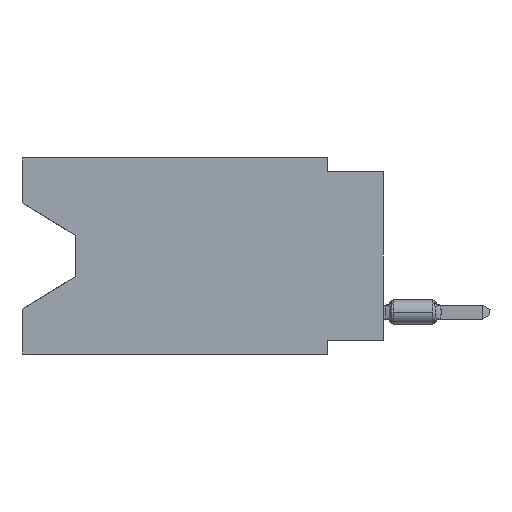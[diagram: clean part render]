
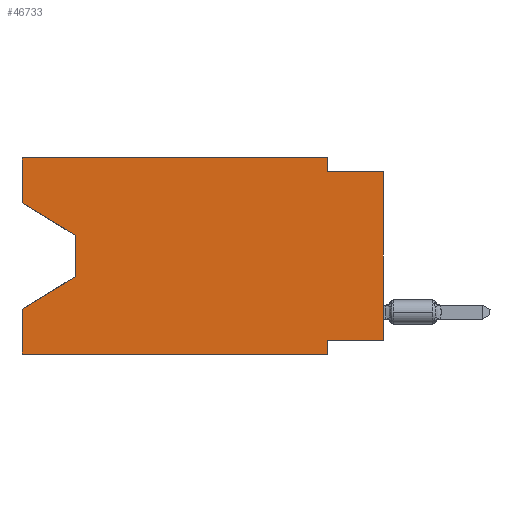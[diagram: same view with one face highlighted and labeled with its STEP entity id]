
A CAD part, left-side view. The second image highlights one B-rep face of the part: STEP entity #46733.
In plain terms, the highlighted planar face has unit normal (-1, 0, 0).
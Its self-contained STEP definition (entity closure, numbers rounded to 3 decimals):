
#1124 = VERTEX_POINT ( 'NONE', #9273 ) ;
#1604 = VERTEX_POINT ( 'NONE', #45612 ) ;
#1826 = VERTEX_POINT ( 'NONE', #47679 ) ;
#1934 = ORIENTED_EDGE ( 'NONE', *, *, #69160, .F. ) ;
#2114 = VECTOR ( 'NONE', #45004, 1000. ) ;
#2600 = CARTESIAN_POINT ( 'NONE',  ( 0., 16.383, 0. ) ) ;
#3826 = VERTEX_POINT ( 'NONE', #16190 ) ;
#3888 = VECTOR ( 'NONE', #6873, 1000. ) ;
#4820 = CARTESIAN_POINT ( 'NONE',  ( 0., 2.54, 0. ) ) ;
#4842 = ORIENTED_EDGE ( 'NONE', *, *, #14073, .F. ) ;
#5457 = EDGE_CURVE ( 'NONE', #16166, #48027, #37165, .T. ) ;
#6667 = ORIENTED_EDGE ( 'NONE', *, *, #27008, .T. ) ;
#6873 = DIRECTION ( 'NONE',  ( 0., 0., 1. ) ) ;
#7177 = DIRECTION ( 'NONE',  ( 0., -1., 0. ) ) ;
#9273 = CARTESIAN_POINT ( 'NONE',  ( 0., 2.54, -8.255 ) ) ;
#9935 = ORIENTED_EDGE ( 'NONE', *, *, #16752, .F. ) ;
#10582 = VECTOR ( 'NONE', #64024, 1000. ) ;
#11370 = LINE ( 'NONE', #58929, #47625 ) ;
#12212 = VECTOR ( 'NONE', #51495, 1000. ) ;
#12442 = LINE ( 'NONE', #33790, #26095 ) ;
#12798 = FACE_OUTER_BOUND ( 'NONE', #28513, .T. ) ;
#13139 = DIRECTION ( 'NONE',  ( 1., 0., 0. ) ) ;
#14073 = EDGE_CURVE ( 'NONE', #19974, #3826, #12442, .T. ) ;
#14273 = DIRECTION ( 'NONE',  ( 0., 0., 1. ) ) ;
#14452 = DIRECTION ( 'NONE',  ( 0., -1., 0. ) ) ;
#14775 = ORIENTED_EDGE ( 'NONE', *, *, #5457, .F. ) ;
#16000 = CARTESIAN_POINT ( 'NONE',  ( 0., 13.97, -5.385 ) ) ;
#16148 = CARTESIAN_POINT ( 'NONE',  ( 0., 16.383, -8.89 ) ) ;
#16166 = VERTEX_POINT ( 'NONE', #36838 ) ;
#16190 = CARTESIAN_POINT ( 'NONE',  ( 0., 0., -0.635 ) ) ;
#16752 = EDGE_CURVE ( 'NONE', #28357, #1124, #26290, .T. ) ;
#19645 = CARTESIAN_POINT ( 'NONE',  ( 0., 2.54, -8.89 ) ) ;
#19974 = VERTEX_POINT ( 'NONE', #52610 ) ;
#20177 = VECTOR ( 'NONE', #65048, 1000. ) ;
#21629 = EDGE_CURVE ( 'NONE', #1826, #55633, #43914, .T. ) ;
#21734 = ORIENTED_EDGE ( 'NONE', *, *, #22230, .F. ) ;
#22230 = EDGE_CURVE ( 'NONE', #1124, #1604, #30164, .T. ) ;
#23771 = CARTESIAN_POINT ( 'NONE',  ( 0., 16.383, -8.89 ) ) ;
#24047 = CARTESIAN_POINT ( 'NONE',  ( 0., 2.54, 0. ) ) ;
#25880 = EDGE_CURVE ( 'NONE', #55633, #35293, #48920, .T. ) ;
#26095 = VECTOR ( 'NONE', #7177, 1000. ) ;
#26290 = LINE ( 'NONE', #31874, #10582 ) ;
#27008 = EDGE_CURVE ( 'NONE', #28357, #3826, #32551, .T. ) ;
#28357 = VERTEX_POINT ( 'NONE', #44435 ) ;
#28513 = EDGE_LOOP ( 'NONE', ( #61428, #62590, #32692, #65666, #54911, #21734, #9935, #6667, #4842, #1934, #14775, #58646 ) ) ;
#28566 = CARTESIAN_POINT ( 'NONE',  ( 0., 16.383, -2.038 ) ) ;
#29008 = LINE ( 'NONE', #50344, #53467 ) ;
#30164 = LINE ( 'NONE', #19645, #12212 ) ;
#30408 = VECTOR ( 'NONE', #63366, 1000. ) ;
#31874 = CARTESIAN_POINT ( 'NONE',  ( 0., 0., -8.255 ) ) ;
#32149 = EDGE_CURVE ( 'NONE', #33810, #35293, #39399, .T. ) ;
#32551 = LINE ( 'NONE', #48280, #20177 ) ;
#32692 = ORIENTED_EDGE ( 'NONE', *, *, #25880, .T. ) ;
#33790 = CARTESIAN_POINT ( 'NONE',  ( 0., 0., -0.635 ) ) ;
#33810 = VERTEX_POINT ( 'NONE', #23771 ) ;
#34137 = PLANE ( 'NONE',  #62318 ) ;
#35293 = VERTEX_POINT ( 'NONE', #59091 ) ;
#36838 = CARTESIAN_POINT ( 'NONE',  ( 0., 16.383, 0. ) ) ;
#37165 = LINE ( 'NONE', #63397, #63664 ) ;
#37395 = EDGE_CURVE ( 'NONE', #47926, #16166, #29008, .T. ) ;
#38189 = LINE ( 'NONE', #16148, #30408 ) ;
#39399 = LINE ( 'NONE', #60719, #3888 ) ;
#43914 = LINE ( 'NONE', #44602, #45648 ) ;
#44291 = DIRECTION ( 'NONE',  ( 0., 0., -1. ) ) ;
#44435 = CARTESIAN_POINT ( 'NONE',  ( 0., 0., -8.255 ) ) ;
#44602 = CARTESIAN_POINT ( 'NONE',  ( 0., 13.97, -3.505 ) ) ;
#45004 = DIRECTION ( 'NONE',  ( 0., 0., -1. ) ) ;
#45612 = CARTESIAN_POINT ( 'NONE',  ( 0., 2.54, -8.89 ) ) ;
#45648 = VECTOR ( 'NONE', #66602, 1000. ) ;
#46733 = ADVANCED_FACE ( 'NONE', ( #12798 ), #34137, .F. ) ;
#47625 = VECTOR ( 'NONE', #53720, 1000. ) ;
#47679 = CARTESIAN_POINT ( 'NONE',  ( 0., 13.97, -3.505 ) ) ;
#47926 = VERTEX_POINT ( 'NONE', #28566 ) ;
#48027 = VERTEX_POINT ( 'NONE', #4820 ) ;
#48280 = CARTESIAN_POINT ( 'NONE',  ( 0., 0., 0. ) ) ;
#48920 = LINE ( 'NONE', #60066, #56880 ) ;
#49248 = LINE ( 'NONE', #24047, #2114 ) ;
#49263 = DIRECTION ( 'NONE',  ( 0., 0.855, -0.519 ) ) ;
#50344 = CARTESIAN_POINT ( 'NONE',  ( 0., 16.383, 0. ) ) ;
#51495 = DIRECTION ( 'NONE',  ( 0., 0., -1. ) ) ;
#52610 = CARTESIAN_POINT ( 'NONE',  ( 0., 2.54, -0.635 ) ) ;
#52612 = EDGE_CURVE ( 'NONE', #47926, #1826, #11370, .T. ) ;
#53467 = VECTOR ( 'NONE', #14273, 1000. ) ;
#53720 = DIRECTION ( 'NONE',  ( 0., -0.855, -0.519 ) ) ;
#54911 = ORIENTED_EDGE ( 'NONE', *, *, #65835, .T. ) ;
#55633 = VERTEX_POINT ( 'NONE', #16000 ) ;
#56880 = VECTOR ( 'NONE', #49263, 1000. ) ;
#58646 = ORIENTED_EDGE ( 'NONE', *, *, #37395, .F. ) ;
#58929 = CARTESIAN_POINT ( 'NONE',  ( 0., 16.383, -2.038 ) ) ;
#59091 = CARTESIAN_POINT ( 'NONE',  ( 0., 16.383, -6.852 ) ) ;
#60066 = CARTESIAN_POINT ( 'NONE',  ( 0., 13.97, -5.385 ) ) ;
#60719 = CARTESIAN_POINT ( 'NONE',  ( 0., 16.383, 0. ) ) ;
#61428 = ORIENTED_EDGE ( 'NONE', *, *, #52612, .T. ) ;
#62318 = AXIS2_PLACEMENT_3D ( 'NONE', #2600, #13139, #44291 ) ;
#62590 = ORIENTED_EDGE ( 'NONE', *, *, #21629, .T. ) ;
#63366 = DIRECTION ( 'NONE',  ( 0., -1., 0. ) ) ;
#63397 = CARTESIAN_POINT ( 'NONE',  ( 0., 16.383, 0. ) ) ;
#63664 = VECTOR ( 'NONE', #14452, 1000. ) ;
#64024 = DIRECTION ( 'NONE',  ( 0., 1., 0. ) ) ;
#65048 = DIRECTION ( 'NONE',  ( 0., 0., 1. ) ) ;
#65666 = ORIENTED_EDGE ( 'NONE', *, *, #32149, .F. ) ;
#65835 = EDGE_CURVE ( 'NONE', #33810, #1604, #38189, .T. ) ;
#66602 = DIRECTION ( 'NONE',  ( 0., 0., -1. ) ) ;
#69160 = EDGE_CURVE ( 'NONE', #48027, #19974, #49248, .T. ) ;
